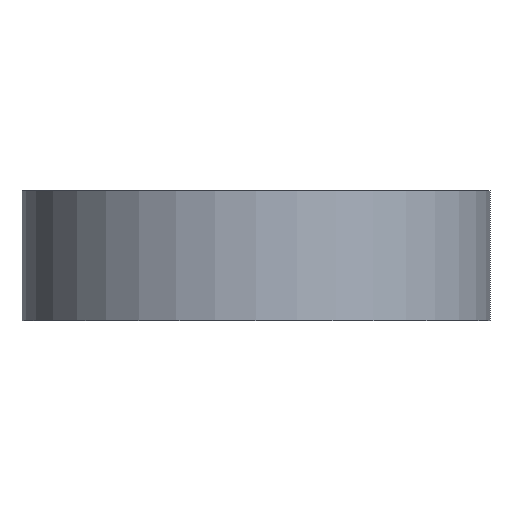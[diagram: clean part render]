
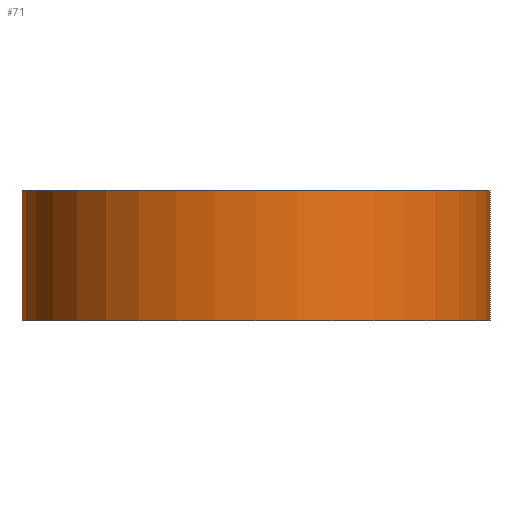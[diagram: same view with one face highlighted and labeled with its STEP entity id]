
A CAD part, front view. The second image highlights one B-rep face of the part: STEP entity #71.
In plain terms, the highlighted cylindrical face has radius 90 mm (diameter 180 mm), a partial arc.
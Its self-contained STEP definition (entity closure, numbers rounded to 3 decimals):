
#19=CYLINDRICAL_SURFACE('',#1824,90.);
#71=ADVANCED_FACE('',(#155),#19,.T.);
#155=FACE_OUTER_BOUND('',#275,.F.);
#275=EDGE_LOOP('',(#521,#522,#523,#524));
#521=ORIENTED_EDGE('',*,*,#1263,.T.);
#522=ORIENTED_EDGE('',*,*,#1347,.F.);
#523=ORIENTED_EDGE('',*,*,#1345,.T.);
#524=ORIENTED_EDGE('',*,*,#1348,.T.);
#955=LINE('',#2760,#1101);
#956=LINE('',#2761,#1102);
#1101=VECTOR('',#2176,50.);
#1102=VECTOR('',#2177,50.);
#1263=EDGE_CURVE('',#1612,#1611,#1477,.T.);
#1345=EDGE_CURVE('',#1530,#1529,#1527,.T.);
#1347=EDGE_CURVE('',#1530,#1611,#955,.T.);
#1348=EDGE_CURVE('',#1529,#1612,#956,.T.);
#1477=CIRCLE('',#1770,90.);
#1527=CIRCLE('',#1820,90.);
#1529=VERTEX_POINT('',#2432);
#1530=VERTEX_POINT('',#2433);
#1611=VERTEX_POINT('',#2514);
#1612=VERTEX_POINT('',#2515);
#1770=AXIS2_PLACEMENT_3D('',#2676,#2040,#2041);
#1820=AXIS2_PLACEMENT_3D('',#2758,#2172,#2173);
#1824=AXIS2_PLACEMENT_3D('',#2844,#2262,#2263);
#2040=DIRECTION('',(0.,0.,1.));
#2041=DIRECTION('',(-1.,0.,0.));
#2172=DIRECTION('',(0.,0.,-1.));
#2173=DIRECTION('',(1.,0.,0.));
#2176=DIRECTION('',(0.,0.,1.));
#2177=DIRECTION('',(0.,0.,1.));
#2262=DIRECTION('',(0.,0.,1.));
#2263=DIRECTION('',(-1.,0.,0.));
#2432=CARTESIAN_POINT('',(-180.,0.,0.));
#2433=CARTESIAN_POINT('',(0.,0.,0.));
#2514=CARTESIAN_POINT('',(0.,0.,50.));
#2515=CARTESIAN_POINT('',(-180.,0.,50.));
#2676=CARTESIAN_POINT('',(-90.,0.,50.));
#2758=CARTESIAN_POINT('',(-90.,0.,0.));
#2760=CARTESIAN_POINT('',(0.,0.,0.));
#2761=CARTESIAN_POINT('',(-180.,0.,0.));
#2844=CARTESIAN_POINT('',(-90.,0.,0.));
